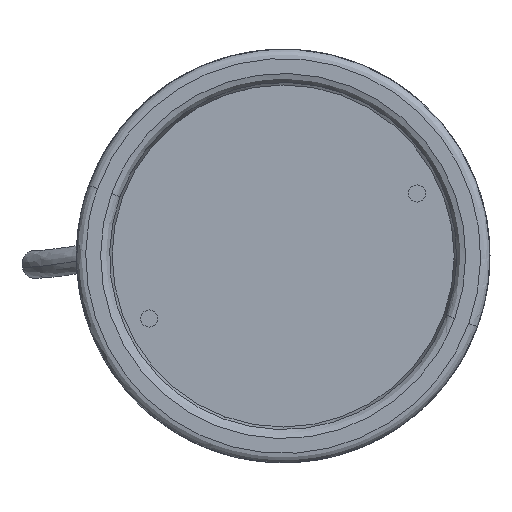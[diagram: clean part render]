
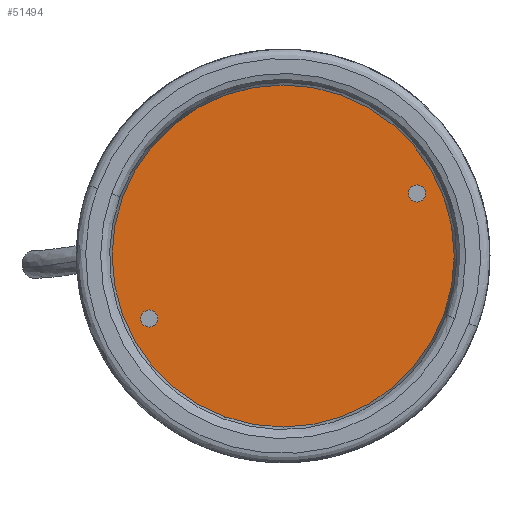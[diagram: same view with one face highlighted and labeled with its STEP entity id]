
A CAD part, front view. The second image highlights one B-rep face of the part: STEP entity #51494.
In plain terms, the highlighted planar face has unit normal (0, -1, 0).
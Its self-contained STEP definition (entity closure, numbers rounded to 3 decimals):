
#1558 = CARTESIAN_POINT ( 'NONE',  ( -110., 5.2, -110. ) ) ;
#1712 = DIRECTION ( 'NONE',  ( 1., 0., 0. ) ) ;
#2161 = VERTEX_POINT ( 'NONE', #66661 ) ;
#4311 = CARTESIAN_POINT ( 'NONE',  ( 36.338, 5.2, 33.588 ) ) ;
#5107 = ORIENTED_EDGE ( 'NONE', *, *, #77725, .F. ) ;
#6850 = DIRECTION ( 'NONE',  ( 0., -1., 0. ) ) ;
#7461 = AXIS2_PLACEMENT_3D ( 'NONE', #47427, #54136, #77889 ) ;
#8597 = CIRCLE ( 'NONE', #55364, 2.75 ) ;
#8665 = FACE_OUTER_BOUND ( 'NONE', #42207, .T. ) ;
#11687 = DIRECTION ( 'NONE',  ( 0., -1., 0. ) ) ;
#14372 = CARTESIAN_POINT ( 'NONE',  ( 0., 5.2, -55. ) ) ;
#14585 = CIRCLE ( 'NONE', #57567, 55. ) ;
#15834 = CIRCLE ( 'NONE', #29719, 2.75 ) ;
#18154 = EDGE_CURVE ( 'NONE', #48495, #70135, #66402, .T. ) ;
#18372 = DIRECTION ( 'NONE',  ( 0., -1., 0. ) ) ;
#25705 = DIRECTION ( 'NONE',  ( 0., 0., 1. ) ) ;
#27651 = EDGE_CURVE ( 'NONE', #2161, #70685, #73478, .T. ) ;
#29719 = AXIS2_PLACEMENT_3D ( 'NONE', #54251, #73241, #54642 ) ;
#31676 = AXIS2_PLACEMENT_3D ( 'NONE', #1558, #56166, #25705 ) ;
#31807 = AXIS2_PLACEMENT_3D ( 'NONE', #50694, #62558, #63349 ) ;
#38612 = CARTESIAN_POINT ( 'NONE',  ( -30.838, 5.2, -33.588 ) ) ;
#39368 = EDGE_LOOP ( 'NONE', ( #67054, #55116 ) ) ;
#39397 = CARTESIAN_POINT ( 'NONE',  ( 0., 5.2, 55. ) ) ;
#42207 = EDGE_LOOP ( 'NONE', ( #49006, #45293 ) ) ;
#42884 = CARTESIAN_POINT ( 'NONE',  ( 33.588, 5.2, 33.588 ) ) ;
#42894 = DIRECTION ( 'NONE',  ( 0., 0., -1. ) ) ;
#44686 = PLANE ( 'NONE',  #31676 ) ;
#45293 = ORIENTED_EDGE ( 'NONE', *, *, #67320, .T. ) ;
#46373 = ORIENTED_EDGE ( 'NONE', *, *, #63132, .F. ) ;
#46467 = VERTEX_POINT ( 'NONE', #55990 ) ;
#47374 = EDGE_CURVE ( 'NONE', #70685, #2161, #54235, .T. ) ;
#47427 = CARTESIAN_POINT ( 'NONE',  ( -33.588, 5.2, -33.588 ) ) ;
#47697 = DIRECTION ( 'NONE',  ( 0., 0., -1. ) ) ;
#48495 = VERTEX_POINT ( 'NONE', #14372 ) ;
#49006 = ORIENTED_EDGE ( 'NONE', *, *, #18154, .T. ) ;
#50694 = CARTESIAN_POINT ( 'NONE',  ( -33.588, 5.2, -33.588 ) ) ;
#51494 = ADVANCED_FACE ( 'NONE', ( #55770, #62889, #8665 ), #44686, .F. ) ;
#54136 = DIRECTION ( 'NONE',  ( 0., -1., 0. ) ) ;
#54235 = CIRCLE ( 'NONE', #7461, 2.75 ) ;
#54251 = CARTESIAN_POINT ( 'NONE',  ( 33.588, 5.2, 33.588 ) ) ;
#54370 = CARTESIAN_POINT ( 'NONE',  ( 0., 5.2, 0. ) ) ;
#54642 = DIRECTION ( 'NONE',  ( 1., 0., 0. ) ) ;
#55116 = ORIENTED_EDGE ( 'NONE', *, *, #27651, .F. ) ;
#55364 = AXIS2_PLACEMENT_3D ( 'NONE', #42884, #6850, #1712 ) ;
#55770 = FACE_BOUND ( 'NONE', #74590, .T. ) ;
#55990 = CARTESIAN_POINT ( 'NONE',  ( 30.838, 5.2, 33.588 ) ) ;
#56166 = DIRECTION ( 'NONE',  ( 0., 1., 0. ) ) ;
#57567 = AXIS2_PLACEMENT_3D ( 'NONE', #71451, #11687, #47697 ) ;
#62558 = DIRECTION ( 'NONE',  ( 0., -1., 0. ) ) ;
#62889 = FACE_BOUND ( 'NONE', #39368, .T. ) ;
#63132 = EDGE_CURVE ( 'NONE', #65133, #46467, #15834, .T. ) ;
#63349 = DIRECTION ( 'NONE',  ( 1., 0., 0. ) ) ;
#65133 = VERTEX_POINT ( 'NONE', #4311 ) ;
#66402 = CIRCLE ( 'NONE', #71446, 55. ) ;
#66661 = CARTESIAN_POINT ( 'NONE',  ( -36.338, 5.2, -33.588 ) ) ;
#67054 = ORIENTED_EDGE ( 'NONE', *, *, #47374, .F. ) ;
#67320 = EDGE_CURVE ( 'NONE', #70135, #48495, #14585, .T. ) ;
#70135 = VERTEX_POINT ( 'NONE', #39397 ) ;
#70685 = VERTEX_POINT ( 'NONE', #38612 ) ;
#71446 = AXIS2_PLACEMENT_3D ( 'NONE', #54370, #18372, #42894 ) ;
#71451 = CARTESIAN_POINT ( 'NONE',  ( 0., 5.2, 0. ) ) ;
#73241 = DIRECTION ( 'NONE',  ( 0., -1., 0. ) ) ;
#73478 = CIRCLE ( 'NONE', #31807, 2.75 ) ;
#74590 = EDGE_LOOP ( 'NONE', ( #46373, #5107 ) ) ;
#77725 = EDGE_CURVE ( 'NONE', #46467, #65133, #8597, .T. ) ;
#77889 = DIRECTION ( 'NONE',  ( 1., 0., 0. ) ) ;
